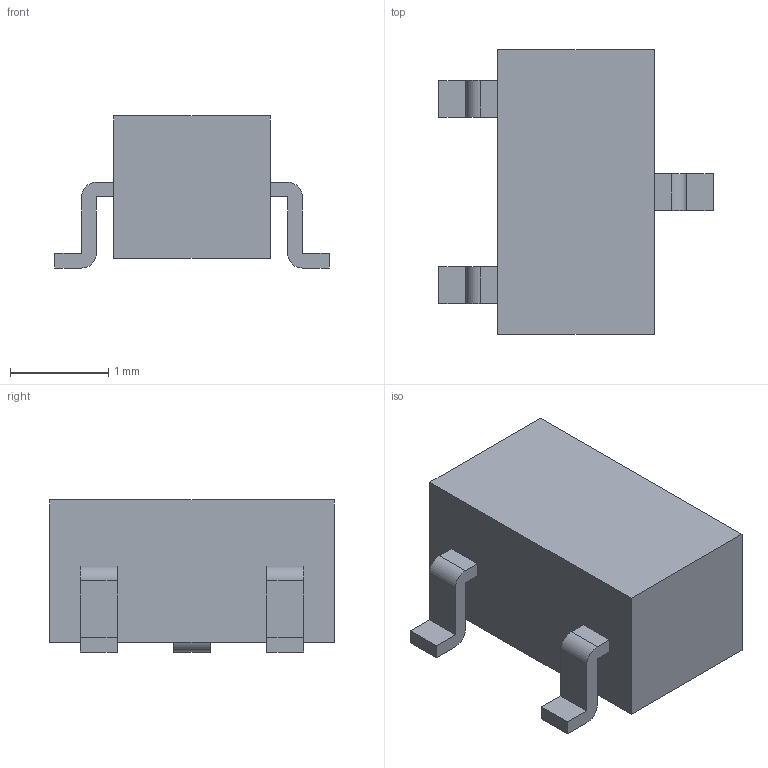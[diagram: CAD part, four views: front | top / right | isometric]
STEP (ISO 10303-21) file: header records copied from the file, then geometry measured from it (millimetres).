
FILE_DESCRIPTION( ( '' ), ' ' );
FILE_NAME( '584f908392033a105f405775.step', '2016-12-13T06:09:07', ( '' ), ( '' ), ' ', ' ', ' ' );
FILE_SCHEMA( ( 'AUTOMOTIVE_DESIGN { 1 0 10303 214 1 1 1 1 }' ) );
Length unit declared in the file: metre
Products named in the file (4): Open CASCADE STEP translator 6.8 8; Open CASCADE STEP translator 6.8 7; Open CASCADE STEP translator 6.8 6; Open CASCADE STEP translator 6.8 5
Bounding box: 2.8 x 2.9 x 1.55 mm (x, y, z)
Volume: 6.9 mm3; surface area: 26.6 mm2
Topology: 4 solids, 4 shells, 42 faces, 102 edges, 68 vertices
Faces by surface type: plane 36, cylinder 6
Entity records: 2110 total; most frequent: CARTESIAN_POINT 216, DIRECTION 206, ORIENTED_EDGE 204, STYLED_ITEM 144, PRESENTATION_STYLE_ASSIGNMENT 144, COLOUR_RGB 144, EDGE_CURVE 102, CURVE_STYLE 102
